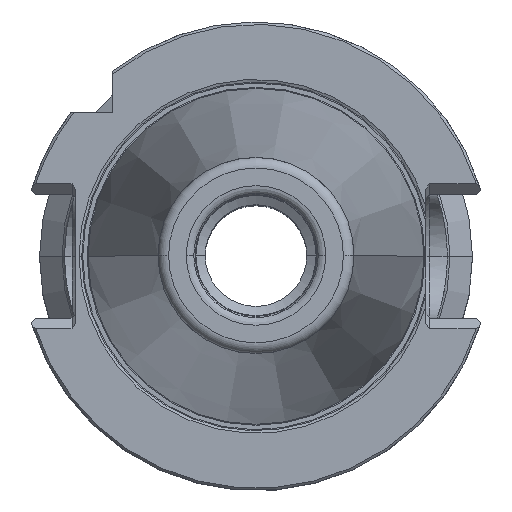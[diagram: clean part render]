
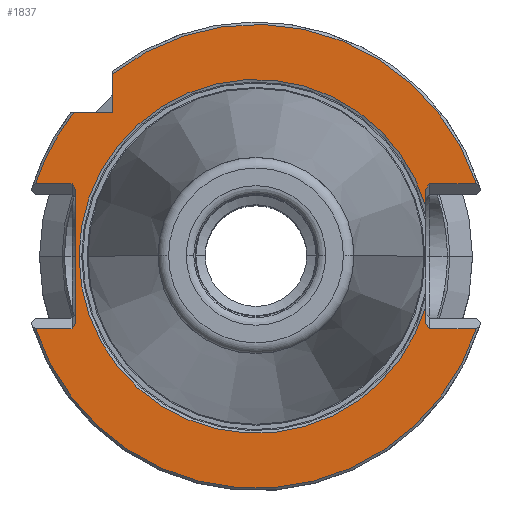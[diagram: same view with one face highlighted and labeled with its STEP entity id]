
A CAD part, top view. The second image highlights one B-rep face of the part: STEP entity #1837.
In plain terms, the highlighted planar face has unit normal (0, 0, 1).
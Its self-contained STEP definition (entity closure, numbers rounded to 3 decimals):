
#1111=EDGE_CURVE('NONE',#1197,#2713,#3239,.T.);
#1129=EDGE_CURVE('NONE',#2125,#2795,#3257,.T.);
#1197=VERTEX_POINT('NONE',#3336);
#1291=EDGE_CURVE('NONE',#2397,#3157,#3445,.T.);
#1399=EDGE_CURVE('NONE',#3103,#1663,#3559,.T.);
#1405=EDGE_CURVE('NONE',#3155,#2823,#3565,.T.);
#1573=VERTEX_POINT('NONE',#3760);
#1617=EDGE_CURVE('NONE',#2429,#1573,#3812,.T.);
#1629=EDGE_CURVE('NONE',#1573,#2605,#3826,.T.);
#1663=VERTEX_POINT('NONE',#3863);
#1837=ADVANCED_FACE('NONE',(#4058),#4059,.F.);
#1849=EDGE_CURVE('NONE',#2595,#2397,#4071,.T.);
#1891=EDGE_CURVE('NONE',#2595,#1663,#4118,.T.);
#1911=EDGE_CURVE('NONE',#3057,#3157,#4140,.T.);
#2067=EDGE_CURVE('NONE',#2501,#2605,#4315,.T.);
#2125=VERTEX_POINT('NONE',#4379);
#2255=VERTEX_POINT('NONE',#4523);
#2321=EDGE_CURVE('NONE',#2255,#2713,#4593,.T.);
#2389=EDGE_CURVE('NONE',#3103,#2631,#4671,.T.);
#2397=VERTEX_POINT('NONE',#4680);
#2429=VERTEX_POINT('NONE',#4719);
#2491=EDGE_CURVE('NONE',#2795,#2631,#4787,.T.);
#2501=VERTEX_POINT('NONE',#4798);
#2539=EDGE_CURVE('NONE',#2255,#2429,#4840,.T.);
#2595=VERTEX_POINT('NONE',#4903);
#2605=VERTEX_POINT('NONE',#4915);
#2631=VERTEX_POINT('NONE',#4942);
#2653=EDGE_CURVE('NONE',#2125,#1197,#4964,.T.);
#2691=EDGE_CURVE('NONE',#3155,#2501,#5006,.T.);
#2713=VERTEX_POINT('NONE',#5029);
#2795=VERTEX_POINT('NONE',#5118);
#2819=EDGE_CURVE('NONE',#2823,#3057,#5146,.T.);
#2823=VERTEX_POINT('NONE',#5150);
#3057=VERTEX_POINT('NONE',#5406);
#3103=VERTEX_POINT('NONE',#5457);
#3155=VERTEX_POINT('NONE',#5511);
#3157=VERTEX_POINT('NONE',#5513);
#3239=LINE('',#5651,#5652);
#3257=CIRCLE('',#5675,48.225);
#3336=CARTESIAN_POINT('',(-29.85,29.85,-1.5));
#3445=CIRCLE('',#5955,48.225);
#3559=LINE('',#6165,#6166);
#3565=LINE('',#6176,#6177);
#3760=CARTESIAN_POINT('',(35.3,13.989,-1.5));
#3812=LINE('',#6561,#6562);
#3826=LINE('',#6581,#6582);
#3863=CARTESIAN_POINT('',(-37.5,-13.989,-1.5));
#4058=FACE_OUTER_BOUND('',#7013,.T.);
#4059=PLANE('',#7014);
#4071=LINE('',#7029,#7030);
#4118=LINE('',#7108,#7109);
#4140=LINE('',#7143,#7144);
#4315=CIRCLE('',#7409,36.786);
#4379=CARTESIAN_POINT('',(-37.876,29.85,-1.5));
#4523=CARTESIAN_POINT('',(45.816,15.05,-1.5));
#4593=CIRCLE('',#7824,48.225);
#4671=LINE('',#7946,#7947);
#4680=CARTESIAN_POINT('',(-45.816,-15.05,-1.5));
#4719=CARTESIAN_POINT('',(36.05,15.05,-1.5));
#4787=LINE('',#8100,#8101);
#4798=CARTESIAN_POINT('',(-36.786,0.0,-1.5));
#4840=LINE('',#8187,#8188);
#4903=CARTESIAN_POINT('',(-38.25,-15.05,-1.5));
#4915=CARTESIAN_POINT('',(35.3,10.348,-1.5));
#4942=CARTESIAN_POINT('',(-38.25,15.05,-1.5));
#4964=LINE('',#8383,#8384);
#5006=CIRCLE('',#8503,36.786);
#5029=CARTESIAN_POINT('',(-29.85,37.876,-1.5));
#5118=CARTESIAN_POINT('',(-45.816,15.05,-1.5));
#5146=LINE('',#8734,#8735);
#5150=CARTESIAN_POINT('',(35.3,-13.989,-1.5));
#5406=CARTESIAN_POINT('',(36.05,-15.05,-1.5));
#5457=CARTESIAN_POINT('',(-37.5,13.989,-1.5));
#5511=CARTESIAN_POINT('',(35.3,-10.348,-1.5));
#5513=CARTESIAN_POINT('',(45.816,-15.05,-1.5));
#5651=CARTESIAN_POINT('',(-29.85,29.85,-1.5));
#5652=VECTOR('',#9396,1000.0);
#5675=AXIS2_PLACEMENT_3D('',#9404,#9405,#9406);
#5955=AXIS2_PLACEMENT_3D('',#9667,#9668,#9669);
#6165=CARTESIAN_POINT('',(-37.5,0.0,-1.5));
#6166=VECTOR('',#9756,1000.0);
#6176=CARTESIAN_POINT('',(35.3,0.0,-1.5));
#6177=VECTOR('',#9761,1000.0);
#6561=CARTESIAN_POINT('',(35.013,13.583,-1.5));
#6562=VECTOR('',#10120,1000.0);
#6581=CARTESIAN_POINT('',(35.3,0.0,-1.5));
#6582=VECTOR('',#10140,1000.0);
#7013=EDGE_LOOP('',(#10419,#10420,#10421,#10422,#10423,#10424,#10425,#10426,#10427,#10428,#10429,#10430,#10431,#10432,#10433,#10434,#10435,#10436));
#7014=AXIS2_PLACEMENT_3D('',#10437,#10438,#10439);
#7029=CARTESIAN_POINT('',(-63.9,-15.05,-1.5));
#7030=VECTOR('',#10446,1000.0);
#7108=CARTESIAN_POINT('',(-29.995,-3.376,-1.5));
#7109=VECTOR('',#10497,1000.0);
#7143=CARTESIAN_POINT('',(62.5,-15.05,-1.5));
#7144=VECTOR('',#10522,1000.0);
#7409=AXIS2_PLACEMENT_3D('',#10767,#10768,#10769);
#7824=AXIS2_PLACEMENT_3D('',#11036,#11037,#11038);
#7946=CARTESIAN_POINT('',(-29.995,3.376,-1.5));
#7947=VECTOR('',#11151,1000.0);
#8100=CARTESIAN_POINT('',(-63.9,15.05,-1.5));
#8101=VECTOR('',#11301,1000.0);
#8187=CARTESIAN_POINT('',(62.5,15.05,-1.5));
#8188=VECTOR('',#11358,1000.0);
#8383=CARTESIAN_POINT('',(-52.85,29.85,-1.5));
#8384=VECTOR('',#11495,1000.0);
#8503=AXIS2_PLACEMENT_3D('',#11537,#11538,#11539);
#8734=CARTESIAN_POINT('',(35.013,-13.583,-1.5));
#8735=VECTOR('',#11690,1000.0);
#9396=DIRECTION('',(0.,1.0,-0.0));
#9404=CARTESIAN_POINT('',(0.0,0.0,-1.5));
#9405=DIRECTION('',(0.0,-0.0,1.0));
#9406=DIRECTION('',(1.0,0.0,0.0));
#9667=CARTESIAN_POINT('',(0.0,0.0,-1.5));
#9668=DIRECTION('',(0.0,-0.0,1.0));
#9669=DIRECTION('',(1.0,0.0,0.0));
#9756=DIRECTION('',(0.0,-1.0,0.0));
#9761=DIRECTION('',(0.0,-1.0,0.0));
#10120=DIRECTION('',(-0.577,-0.816,0.0));
#10140=DIRECTION('',(0.0,-1.0,0.0));
#10419=ORIENTED_EDGE('',*,*,#2539,.F.);
#10420=ORIENTED_EDGE('',*,*,#2321,.T.);
#10421=ORIENTED_EDGE('',*,*,#1111,.F.);
#10422=ORIENTED_EDGE('',*,*,#2653,.F.);
#10423=ORIENTED_EDGE('',*,*,#1129,.T.);
#10424=ORIENTED_EDGE('',*,*,#2491,.T.);
#10425=ORIENTED_EDGE('',*,*,#2389,.F.);
#10426=ORIENTED_EDGE('',*,*,#1399,.T.);
#10427=ORIENTED_EDGE('',*,*,#1891,.F.);
#10428=ORIENTED_EDGE('',*,*,#1849,.T.);
#10429=ORIENTED_EDGE('',*,*,#1291,.T.);
#10430=ORIENTED_EDGE('',*,*,#1911,.F.);
#10431=ORIENTED_EDGE('',*,*,#2819,.F.);
#10432=ORIENTED_EDGE('',*,*,#1405,.F.);
#10433=ORIENTED_EDGE('',*,*,#2691,.T.);
#10434=ORIENTED_EDGE('',*,*,#2067,.T.);
#10435=ORIENTED_EDGE('',*,*,#1629,.F.);
#10436=ORIENTED_EDGE('',*,*,#1617,.F.);
#10437=CARTESIAN_POINT('',(0.0,-50.0,-1.5));
#10438=DIRECTION('',(0.0,0.0,-1.0));
#10439=DIRECTION('',(0.0,-1.0,0.0));
#10446=DIRECTION('',(-1.0,0.0,0.0));
#10497=DIRECTION('',(0.577,0.816,0.0));
#10522=DIRECTION('',(1.0,0.0,0.0));
#10767=CARTESIAN_POINT('',(0.0,0.0,-1.5));
#10768=DIRECTION('',(0.0,0.0,-1.0));
#10769=DIRECTION('',(1.0,0.0,0.0));
#11036=CARTESIAN_POINT('',(0.0,0.0,-1.5));
#11037=DIRECTION('',(0.0,-0.0,1.0));
#11038=DIRECTION('',(1.0,0.0,0.0));
#11151=DIRECTION('',(-0.577,0.816,0.0));
#11301=DIRECTION('',(1.0,0.0,0.0));
#11358=DIRECTION('',(-1.0,0.0,0.0));
#11495=DIRECTION('',(1.0,0.,0.0));
#11537=CARTESIAN_POINT('',(0.0,0.0,-1.5));
#11538=DIRECTION('',(0.0,0.0,-1.0));
#11539=DIRECTION('',(1.0,0.0,0.0));
#11690=DIRECTION('',(0.577,-0.816,0.0));
